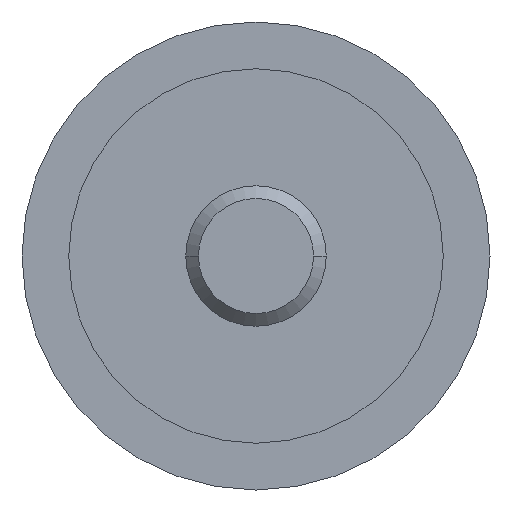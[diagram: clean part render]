
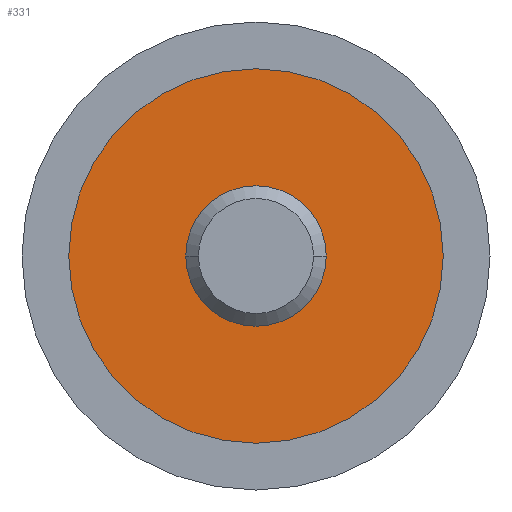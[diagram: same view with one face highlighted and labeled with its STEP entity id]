
A CAD part, front view. The second image highlights one B-rep face of the part: STEP entity #331.
In plain terms, the highlighted planar face has unit normal (0, -1, 0).
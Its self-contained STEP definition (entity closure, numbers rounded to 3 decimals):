
#221=VERTEX_POINT('',#569);
#257=VERTEX_POINT('',#610);
#305=EDGE_CURVE('',#221,#355,#663,.T.);
#331=ADVANCED_FACE('',(#691,#692),#693,.T.);
#355=VERTEX_POINT('',#720);
#361=VERTEX_POINT('',#727);
#377=EDGE_CURVE('',#355,#221,#746,.T.);
#395=EDGE_CURVE('',#257,#361,#765,.T.);
#481=EDGE_CURVE('',#361,#257,#867,.T.);
#569=CARTESIAN_POINT('',(-8.0,0.0,0.));
#610=CARTESIAN_POINT('',(-3.0,0.0,0.));
#663=CIRCLE('',#1082,8.0);
#691=FACE_BOUND('',#1120,.T.);
#692=FACE_OUTER_BOUND('',#1121,.T.);
#693=PLANE('',#1122);
#720=CARTESIAN_POINT('',(8.0,0.0,0.0));
#727=CARTESIAN_POINT('',(3.0,0.0,0.));
#746=CIRCLE('',#1184,8.0);
#765=CIRCLE('',#1216,3.0);
#867=CIRCLE('',#1345,3.0);
#1082=AXIS2_PLACEMENT_3D('',#1531,#1532,#1533);
#1120=EDGE_LOOP('',(#1566,#1567));
#1121=EDGE_LOOP('',(#1568,#1569));
#1122=AXIS2_PLACEMENT_3D('',#1570,#1571,#1572);
#1184=AXIS2_PLACEMENT_3D('',#1650,#1651,#1652);
#1216=AXIS2_PLACEMENT_3D('',#1672,#1673,#1674);
#1345=AXIS2_PLACEMENT_3D('',#1812,#1813,#1814);
#1531=CARTESIAN_POINT('',(0.0,0.0,0.0));
#1532=DIRECTION('',(0.0,-1.0,0.0));
#1533=DIRECTION('',(1.0,0.0,0.0));
#1566=ORIENTED_EDGE('',*,*,#395,.T.);
#1567=ORIENTED_EDGE('',*,*,#481,.T.);
#1568=ORIENTED_EDGE('',*,*,#377,.T.);
#1569=ORIENTED_EDGE('',*,*,#305,.T.);
#1570=CARTESIAN_POINT('',(0.0,0.0,0.0));
#1571=DIRECTION('',(0.0,-1.0,0.0));
#1572=DIRECTION('',(-1.0,0.0,0.0));
#1650=CARTESIAN_POINT('',(0.0,0.0,0.0));
#1651=DIRECTION('',(0.0,-1.0,0.0));
#1652=DIRECTION('',(1.0,0.0,0.0));
#1672=CARTESIAN_POINT('',(0.0,0.0,0.0));
#1673=DIRECTION('',(-0.0,1.0,0.0));
#1674=DIRECTION('',(1.0,0.0,0.0));
#1812=CARTESIAN_POINT('',(0.0,0.0,0.0));
#1813=DIRECTION('',(-0.0,1.0,0.0));
#1814=DIRECTION('',(1.0,0.0,0.0));
